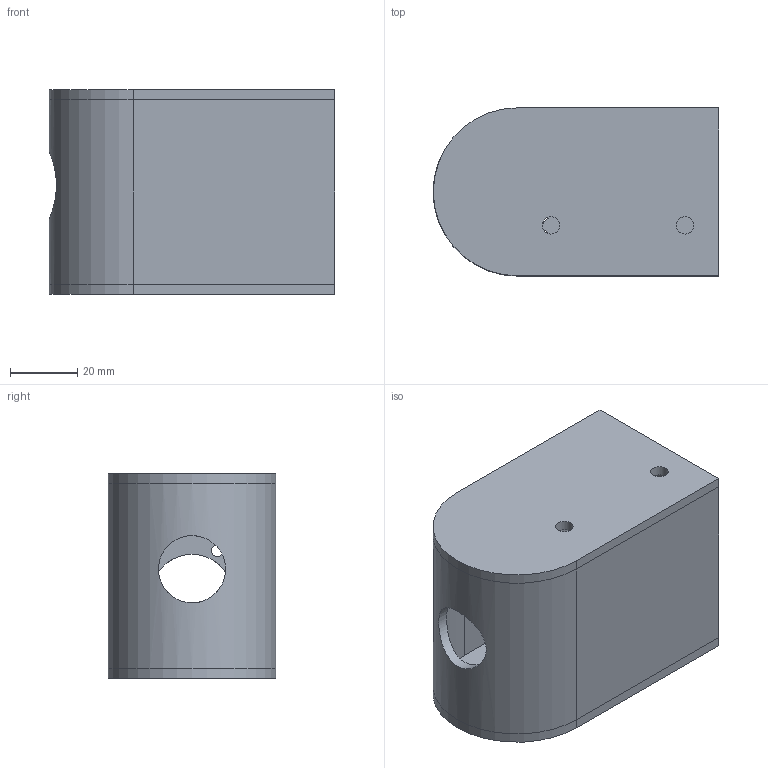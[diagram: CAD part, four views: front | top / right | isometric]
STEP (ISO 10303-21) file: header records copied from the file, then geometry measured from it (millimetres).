
FILE_DESCRIPTION(('FreeCAD Model'),'2;1');
FILE_NAME('Open CASCADE Shape Model','2025-09-15T19:59:13',(''),(''), 'Open CASCADE STEP processor 7.8','FreeCAD','Unknown');
FILE_SCHEMA(('AUTOMOTIVE_DESIGN { 1 0 10303 214 1 1 1 1 }'));
Length unit declared in the file: millimetre
Products named in the file (1): HandwheelsMount
Bounding box: 85 x 50 x 61 mm (x, y, z)
Volume: 58020.3 mm3; surface area: 39962.5 mm2
Topology: 1 solids, 1 shells, 39 faces, 109 edges, 68 vertices
Faces by surface type: cylinder 17, plane 16, cone 6
Full cylindrical faces by diameter (mm): 3.4 x6, 5 x1, 5.2 x2, 20 x2, 24 x2
Entity records: 4082 total; most frequent: CARTESIAN_POINT 1851, DIRECTION 418, ORIENTED_EDGE 218, PCURVE 218, DEFINITIONAL_REPRESENTATION 218, LINE 214, VECTOR 214, EDGE_CURVE 109
